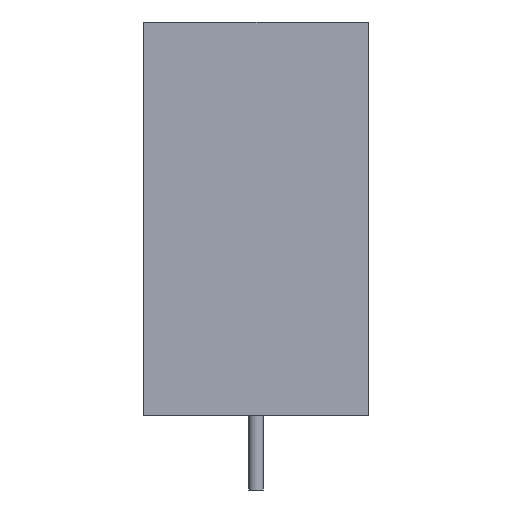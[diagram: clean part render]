
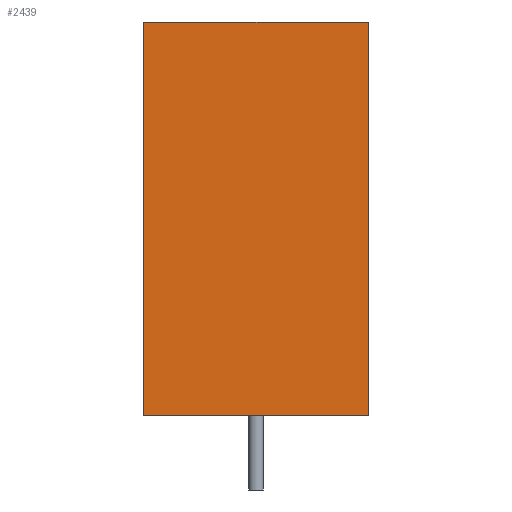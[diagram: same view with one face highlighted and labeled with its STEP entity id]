
A CAD part, left-side view. The second image highlights one B-rep face of the part: STEP entity #2439.
In plain terms, the highlighted planar face has unit normal (-1, 0, 0).
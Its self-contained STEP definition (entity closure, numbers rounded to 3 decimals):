
#261=ORIENTED_EDGE('',*,*,#722,.T.);
#262=ORIENTED_EDGE('',*,*,#741,.F.);
#263=ORIENTED_EDGE('',*,*,#717,.F.);
#264=ORIENTED_EDGE('',*,*,#742,.T.);
#717=EDGE_CURVE('',#963,#964,#1119,.T.);
#722=EDGE_CURVE('',#969,#968,#1124,.T.);
#741=EDGE_CURVE('',#964,#968,#1143,.T.);
#742=EDGE_CURVE('',#963,#969,#1144,.T.);
#963=VERTEX_POINT('',#3361);
#964=VERTEX_POINT('',#3363);
#968=VERTEX_POINT('',#3372);
#969=VERTEX_POINT('',#3374);
#1119=LINE('',#3362,#1286);
#1124=LINE('',#3373,#1291);
#1143=LINE('',#3410,#1310);
#1144=LINE('',#3411,#1311);
#1286=VECTOR('',#2743,1000.);
#1291=VECTOR('',#2750,1000.);
#1310=VECTOR('',#2775,1000.);
#1311=VECTOR('',#2776,1000.);
#1414=EDGE_LOOP('',(#261,#262,#263,#264));
#1533=FACE_BOUND('',#1414,.T.);
#1634=PLANE('',#2559);
#2439=ADVANCED_FACE('',(#1533),#1634,.F.);
#2559=AXIS2_PLACEMENT_3D('',#3409,#2773,#2774);
#2743=DIRECTION('',(0.,0.,-1.));
#2750=DIRECTION('',(0.,0.,-1.));
#2773=DIRECTION('',(1.,0.,0.));
#2774=DIRECTION('',(0.,0.,-1.));
#2775=DIRECTION('',(0.,1.,0.));
#2776=DIRECTION('',(0.,1.,0.));
#3361=CARTESIAN_POINT('',(-16.,-6.,10.5));
#3362=CARTESIAN_POINT('',(-16.,-6.,10.5));
#3363=CARTESIAN_POINT('',(-16.,-6.,-10.5));
#3372=CARTESIAN_POINT('',(-16.,6.,-10.5));
#3373=CARTESIAN_POINT('',(-16.,6.,10.5));
#3374=CARTESIAN_POINT('',(-16.,6.,10.5));
#3409=CARTESIAN_POINT('',(-16.,-6.,10.5));
#3410=CARTESIAN_POINT('',(-16.,-6.,-10.5));
#3411=CARTESIAN_POINT('',(-16.,-6.,10.5));
